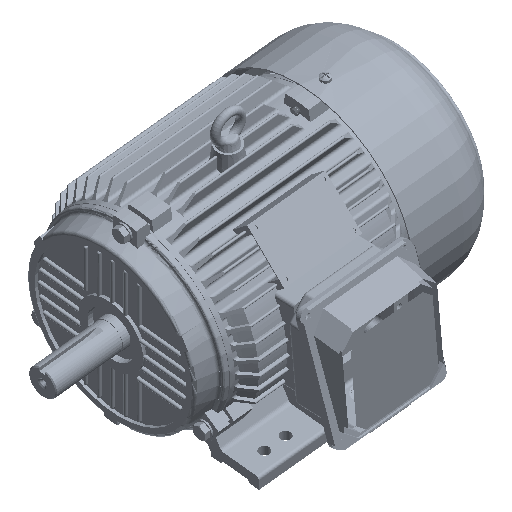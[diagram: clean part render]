
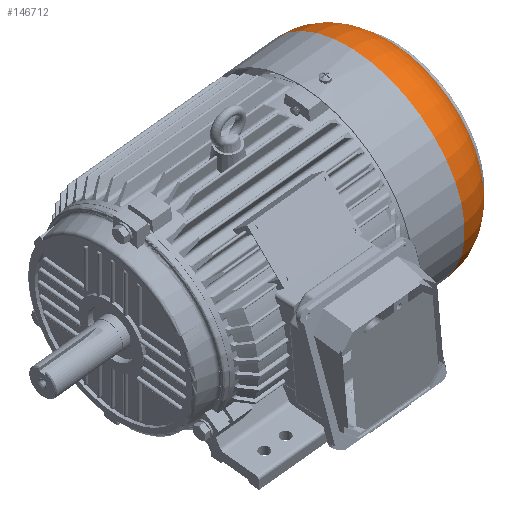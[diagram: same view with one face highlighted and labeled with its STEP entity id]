
A CAD part, top view. The second image highlights one B-rep face of the part: STEP entity #146712.
In plain terms, the highlighted toroidal (fillet/blend) face has major radius 1536.7 mm and minor radius 1249.68 mm.
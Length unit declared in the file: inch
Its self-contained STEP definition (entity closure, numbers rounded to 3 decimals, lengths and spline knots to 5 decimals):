
#1050 = ORIENTED_EDGE ( 'NONE', *, *, #75758, .T. ) ;
#1782 = DIRECTION ( 'NONE',  ( 0.905, 0., -0.426 ) ) ;
#19751 = DIRECTION ( 'NONE',  ( -0.707, -0.5, 0.5 ) ) ;
#27158 = DIRECTION ( 'NONE',  ( 0.707, 0.5, -0.5 ) ) ;
#27631 = AXIS2_PLACEMENT_3D ( 'NONE', #45624, #19751, #168497 ) ;
#32157 = ORIENTED_EDGE ( 'NONE', *, *, #99744, .F. ) ;
#38061 = EDGE_LOOP ( 'NONE', ( #43724, #1050, #140643, #32157 ) ) ;
#40765 = AXIS2_PLACEMENT_3D ( 'NONE', #173121, #90938, #120273 ) ;
#42384 = FACE_OUTER_BOUND ( 'NONE', #38061, .T. ) ;
#43724 = ORIENTED_EDGE ( 'NONE', *, *, #55451, .F. ) ;
#45624 = CARTESIAN_POINT ( 'NONE',  ( 568.24192, 636.89687, 28.54767 ) ) ;
#48758 = DIRECTION ( 'NONE',  ( -0.408, -0.289, -0.866 ) ) ;
#48905 = TOROIDAL_SURFACE ( 'NONE', #155530, 60.5, 49.2 ) ;
#49547 = CARTESIAN_POINT ( 'NONE',  ( 475.58026, 705.7297, 49.28451 ) ) ;
#54704 = CARTESIAN_POINT ( 'NONE',  ( 618.45311, 565.88753, 28.54767 ) ) ;
#55451 = EDGE_CURVE ( 'NONE', #140987, #108962, #87311, .T. ) ;
#64649 = AXIS2_PLACEMENT_3D ( 'NONE', #137813, #96981, #1782 ) ;
#75758 = EDGE_CURVE ( 'NONE', #140987, #81924, #99938, .T. ) ;
#78384 = CARTESIAN_POINT ( 'NONE',  ( 518.03073, 707.90621, 28.54767 ) ) ;
#81924 = VERTEX_POINT ( 'NONE', #54704 ) ;
#82309 = CARTESIAN_POINT ( 'NONE',  ( 538.91558, 616.16002, 49.28451 ) ) ;
#87311 = CIRCLE ( 'NONE', #40765, 109.7 ) ;
#88062 = CIRCLE ( 'NONE', #27631, 86.96833 ) ;
#90938 = DIRECTION ( 'NONE',  ( -0.707, -0.5, 0.5 ) ) ;
#95081 = AXIS2_PLACEMENT_3D ( 'NONE', #118760, #48758, #144626 ) ;
#96981 = DIRECTION ( 'NONE',  ( 0.408, 0.289, 0.866 ) ) ;
#99744 = EDGE_CURVE ( 'NONE', #108962, #124269, #170691, .T. ) ;
#99938 = CIRCLE ( 'NONE', #64649, 49.2 ) ;
#103659 = CARTESIAN_POINT ( 'NONE',  ( 602.25091, 526.59035, 49.28451 ) ) ;
#108962 = VERTEX_POINT ( 'NONE', #49547 ) ;
#118760 = CARTESIAN_POINT ( 'NONE',  ( 503.98589, 665.55807, 49.28451 ) ) ;
#120273 = DIRECTION ( 'NONE',  ( -0.577, 0.816, 0. ) ) ;
#124269 = VERTEX_POINT ( 'NONE', #78384 ) ;
#125393 = DIRECTION ( 'NONE',  ( -0.577, 0.816, 0. ) ) ;
#137813 = CARTESIAN_POINT ( 'NONE',  ( 573.84528, 566.76198, 49.28451 ) ) ;
#140643 = ORIENTED_EDGE ( 'NONE', *, *, #144460, .T. ) ;
#140987 = VERTEX_POINT ( 'NONE', #103659 ) ;
#144460 = EDGE_CURVE ( 'NONE', #81924, #124269, #88062, .T. ) ;
#144626 = DIRECTION ( 'NONE',  ( -0.905, 0., 0.426 ) ) ;
#146712 = ADVANCED_FACE ( 'NONE', ( #42384 ), #48905, .T. ) ;
#155530 = AXIS2_PLACEMENT_3D ( 'NONE', #82309, #27158, #125393 ) ;
#168497 = DIRECTION ( 'NONE',  ( 0.577, -0.816, 0. ) ) ;
#170691 = CIRCLE ( 'NONE', #95081, 49.2 ) ;
#173121 = CARTESIAN_POINT ( 'NONE',  ( 538.91558, 616.16002, 49.28451 ) ) ;
